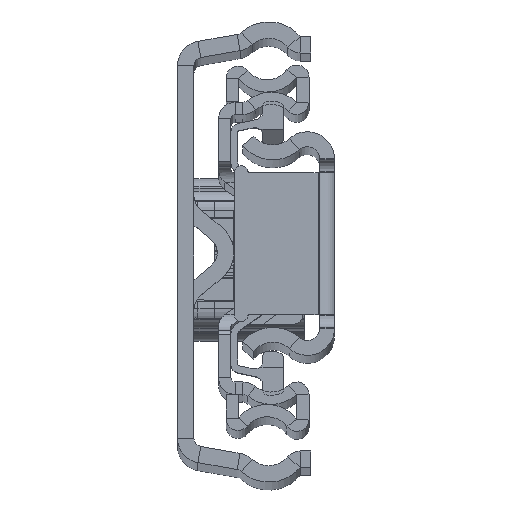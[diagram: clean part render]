
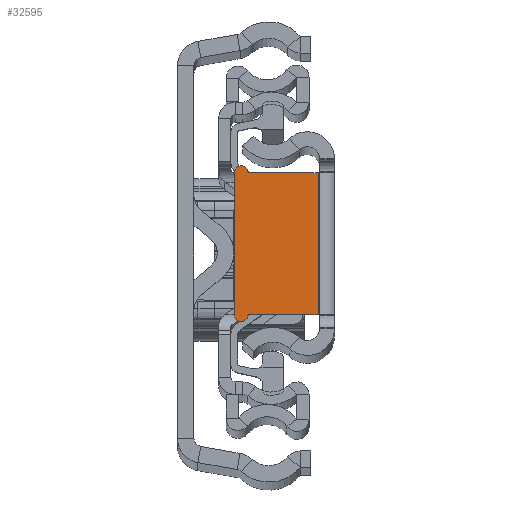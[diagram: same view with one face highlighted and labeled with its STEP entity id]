
A CAD part, top view. The second image highlights one B-rep face of the part: STEP entity #32595.
In plain terms, the highlighted planar face has unit normal (0, 0, 1).
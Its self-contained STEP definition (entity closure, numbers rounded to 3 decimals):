
#3172 = DIRECTION ( 'NONE',  ( 0., 0., 1. ) ) ;
#5099 = AXIS2_PLACEMENT_3D ( 'NONE', #34788, #6869, #14083 ) ;
#5685 = VERTEX_POINT ( 'NONE', #28300 ) ;
#6116 = DIRECTION ( 'NONE',  ( 1., 0., 0. ) ) ;
#6496 = CARTESIAN_POINT ( 'NONE',  ( -11.35, -8.65, 0. ) ) ;
#6743 = VECTOR ( 'NONE', #20407, 1000. ) ;
#6869 = DIRECTION ( 'NONE',  ( 0., 0., 1. ) ) ;
#7002 = CARTESIAN_POINT ( 'NONE',  ( 0., 0., 0. ) ) ;
#7411 = EDGE_CURVE ( 'NONE', #24454, #17418, #19981, .T. ) ;
#9986 = CARTESIAN_POINT ( 'NONE',  ( -2., 0., 0. ) ) ;
#11380 = ORIENTED_EDGE ( 'NONE', *, *, #26215, .F. ) ;
#11805 = LINE ( 'NONE', #29409, #16821 ) ;
#12879 = VECTOR ( 'NONE', #38197, 1000. ) ;
#14083 = DIRECTION ( 'NONE',  ( 1., 0., 0. ) ) ;
#16747 = ORIENTED_EDGE ( 'NONE', *, *, #32217, .T. ) ;
#16821 = VECTOR ( 'NONE', #43133, 1000. ) ;
#17418 = VERTEX_POINT ( 'NONE', #30448 ) ;
#17959 = EDGE_CURVE ( 'NONE', #21698, #5685, #11805, .T. ) ;
#18949 = VECTOR ( 'NONE', #43837, 1000. ) ;
#19019 = AXIS2_PLACEMENT_3D ( 'NONE', #7002, #3172, #6116 ) ;
#19759 = CARTESIAN_POINT ( 'NONE',  ( -1.8, 8.65, 0. ) ) ;
#19981 = LINE ( 'NONE', #19759, #18949 ) ;
#20347 = PLANE ( 'NONE',  #19019 ) ;
#20407 = DIRECTION ( 'NONE',  ( 0., 1., 0. ) ) ;
#20636 = LINE ( 'NONE', #9986, #6743 ) ;
#21698 = VERTEX_POINT ( 'NONE', #30026 ) ;
#22327 = VERTEX_POINT ( 'NONE', #28012 ) ;
#23195 = EDGE_CURVE ( 'NONE', #22327, #5685, #26166, .T. ) ;
#24454 = VERTEX_POINT ( 'NONE', #25856 ) ;
#24484 = LINE ( 'NONE', #44100, #12879 ) ;
#25424 = AXIS2_PLACEMENT_3D ( 'NONE', #6496, #31899, #44161 ) ;
#25856 = CARTESIAN_POINT ( 'NONE',  ( -10.5, 8.65, 0. ) ) ;
#26166 = CIRCLE ( 'NONE', #25424, 0.85 ) ;
#26215 = EDGE_CURVE ( 'NONE', #22327, #30524, #24484, .T. ) ;
#27238 = EDGE_LOOP ( 'NONE', ( #11380, #37910, #36910, #16747, #38351, #33105 ) ) ;
#28012 = CARTESIAN_POINT ( 'NONE',  ( -12.2, -8.65, 0. ) ) ;
#28300 = CARTESIAN_POINT ( 'NONE',  ( -10.5, -8.65, 0. ) ) ;
#29409 = CARTESIAN_POINT ( 'NONE',  ( -12.2, -8.65, 0. ) ) ;
#29780 = EDGE_CURVE ( 'NONE', #24454, #30524, #34615, .T. ) ;
#30026 = CARTESIAN_POINT ( 'NONE',  ( -2., -8.65, 0. ) ) ;
#30448 = CARTESIAN_POINT ( 'NONE',  ( -2., 8.65, 0. ) ) ;
#30524 = VERTEX_POINT ( 'NONE', #42075 ) ;
#31899 = DIRECTION ( 'NONE',  ( 0., 0., 1. ) ) ;
#32217 = EDGE_CURVE ( 'NONE', #21698, #17418, #20636, .T. ) ;
#32595 = ADVANCED_FACE ( 'NONE', ( #43988 ), #20347, .T. ) ;
#33105 = ORIENTED_EDGE ( 'NONE', *, *, #29780, .T. ) ;
#34615 = CIRCLE ( 'NONE', #5099, 0.85 ) ;
#34788 = CARTESIAN_POINT ( 'NONE',  ( -11.35, 8.65, 0. ) ) ;
#36910 = ORIENTED_EDGE ( 'NONE', *, *, #17959, .F. ) ;
#37910 = ORIENTED_EDGE ( 'NONE', *, *, #23195, .T. ) ;
#38197 = DIRECTION ( 'NONE',  ( 0., 1., 0. ) ) ;
#38351 = ORIENTED_EDGE ( 'NONE', *, *, #7411, .F. ) ;
#42075 = CARTESIAN_POINT ( 'NONE',  ( -12.2, 8.65, 0. ) ) ;
#43133 = DIRECTION ( 'NONE',  ( -1., 0., 0. ) ) ;
#43837 = DIRECTION ( 'NONE',  ( 1., 0., 0. ) ) ;
#43988 = FACE_OUTER_BOUND ( 'NONE', #27238, .T. ) ;
#44100 = CARTESIAN_POINT ( 'NONE',  ( -12.2, 8.65, 0. ) ) ;
#44161 = DIRECTION ( 'NONE',  ( -1., 0., 0. ) ) ;
